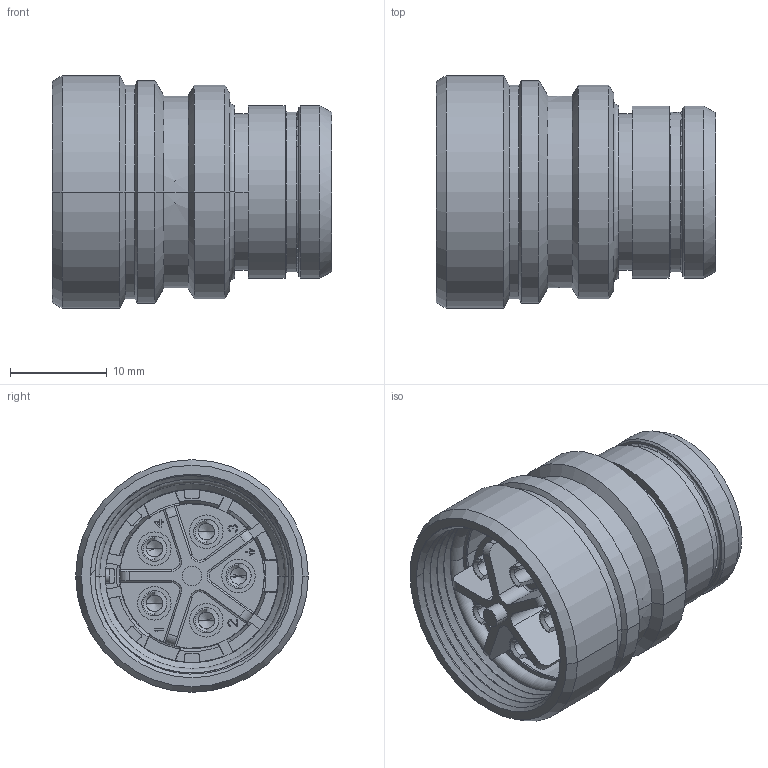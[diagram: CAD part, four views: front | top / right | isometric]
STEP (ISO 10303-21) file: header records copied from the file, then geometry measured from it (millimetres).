
FILE_DESCRIPTION((''),'2;1');
FILE_NAME('1331P295MZ','2024-07-31T15:45:14',('paultorloting'),('NET AG system integration'),'CREO PARAMETRIC BY PTC INC, 2021404','CREO PARAMETRIC BY PTC INC, 2021404','');
FILE_SCHEMA(('AUTOMOTIVE_DESIGN { 1 0 10303 214 1 1 1 1 }'));
Length unit declared in the file: millimetre
Products named in the file (1): 1331P295MZ
Bounding box: 28.8 x 24 x 24 mm (x, y, z)
Volume: 6620.7 mm3; surface area: 7677.2 mm2
Topology: 1 solids, 1 shells, 779 faces, 2009 edges, 1295 vertices
Faces by surface type: plane 434, cylinder 201, cone 85, torus 45, bspline 14
Entity records: 30444 total; most frequent: CARTESIAN_POINT 7782, ORIENTED_EDGE 3998, DIRECTION 3972, EDGE_CURVE 1999, AXIS2_PLACEMENT_3D 1335, VECTOR 1299, LINE 1299, VERTEX_POINT 1295
